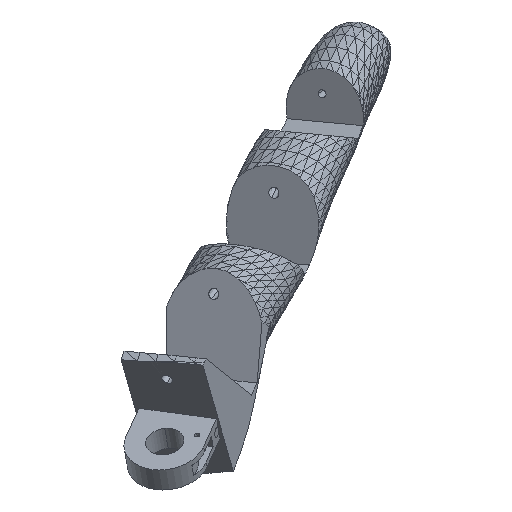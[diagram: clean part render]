
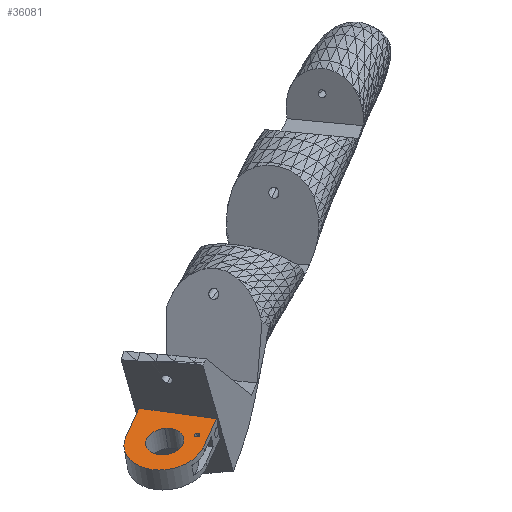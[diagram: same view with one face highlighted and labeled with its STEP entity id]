
A CAD part, left-side view. The second image highlights one B-rep face of the part: STEP entity #36081.
In plain terms, the highlighted planar face has unit normal (-0.677, 0.126, 0.725).
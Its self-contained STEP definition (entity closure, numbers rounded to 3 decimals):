
#8605=DIRECTION('',(0.311,0.942,0.126));
#8606=VECTOR('',#8605,15.);
#8607=CARTESIAN_POINT('',(108.707,-68.649,85.431));
#8608=LINE('',#8607,#8606);
#10084=DIRECTION('',(0.667,-0.311,0.677));
#10085=VECTOR('',#10084,7.558);
#10086=CARTESIAN_POINT('',(103.666,-66.298,
80.314));
#10087=LINE('',#10086,#10085);
#10166=CARTESIAN_POINT('',(105.999,-59.233,
81.262));
#10167=DIRECTION('',(-0.677,0.126,0.725));
#10168=DIRECTION('',(0.311,0.942,0.126));
#10169=AXIS2_PLACEMENT_3D('',#10166,#10167,#10168);
#10211=CARTESIAN_POINT('',(105.999,-59.233,
81.262));
#10212=DIRECTION('',(-0.677,0.126,0.725));
#10213=DIRECTION('',(0.731,0.,0.683));
#10214=AXIS2_PLACEMENT_3D('',#10211,#10212,#10213);
#10216=CARTESIAN_POINT('',(105.999,-59.233,
81.262));
#10217=DIRECTION('',(-0.677,0.126,0.725));
#10218=DIRECTION('',(-0.731,0.,
-0.683));
#10219=AXIS2_PLACEMENT_3D('',#10216,#10217,#10218);
#10221=CARTESIAN_POINT('',(106.205,-65.103,
82.477));
#10222=DIRECTION('',(0.677,-0.126,-0.725));
#10223=DIRECTION('',(0.736,0.116,0.667));
#10224=AXIS2_PLACEMENT_3D('',#10221,#10222,#10223);
#10226=CARTESIAN_POINT('',(106.205,-65.103,
82.477));
#10227=DIRECTION('',(0.677,-0.126,-0.725));
#10228=DIRECTION('',(-0.736,-0.116,-0.667));
#10229=AXIS2_PLACEMENT_3D('',#10226,#10227,#10228);
#10245=DIRECTION('',(-0.667,0.311,-0.677));
#10246=VECTOR('',#10245,7.558);
#10247=CARTESIAN_POINT('',(113.372,-54.52,
87.328));
#10248=LINE('',#10247,#10246);
#14946=CARTESIAN_POINT('',(108.707,-68.649,
85.431));
#14947=VERTEX_POINT('',#14946);
#14948=CARTESIAN_POINT('',(113.372,-54.52,
87.328));
#14949=VERTEX_POINT('',#14948);
#15129=CARTESIAN_POINT('',(103.666,-66.298,
80.314));
#15130=VERTEX_POINT('',#15129);
#15135=CARTESIAN_POINT('',(108.331,-52.169,
82.211));
#15136=VERTEX_POINT('',#15135);
#15139=CARTESIAN_POINT('',(108.557,-59.233,
83.651));
#15140=CARTESIAN_POINT('',(103.441,-59.233,
78.873));
#15141=VERTEX_POINT('',#15139);
#15142=VERTEX_POINT('',#15140);
#15447=CARTESIAN_POINT('',(106.573,-65.045,
82.811));
#15448=CARTESIAN_POINT('',(105.837,-65.162,
82.143));
#15449=VERTEX_POINT('',#15447);
#15450=VERTEX_POINT('',#15448);
#36058=CARTESIAN_POINT('',(105.999,-59.233,
81.262));
#36059=DIRECTION('',(-0.677,0.126,0.725));
#36060=DIRECTION('',(0.731,0.,0.683));
#36061=AXIS2_PLACEMENT_3D('',#36058,#36059,#36060);
#36062=PLANE('',#36061);
#36063=ORIENTED_EDGE('',*,*,#35987,.F.);
#36065=ORIENTED_EDGE('',*,*,#36064,.F.);
#36066=ORIENTED_EDGE('',*,*,#32586,.F.);
#36067=ORIENTED_EDGE('',*,*,#35893,.F.);
#36068=EDGE_LOOP('',(#36063,#36065,#36066,#36067));
#36069=FACE_OUTER_BOUND('',#36068,.F.);
#36071=ORIENTED_EDGE('',*,*,#36070,.T.);
#36072=ORIENTED_EDGE('',*,*,#36048,.T.);
#36073=EDGE_LOOP('',(#36071,#36072));
#36074=FACE_BOUND('',#36073,.F.);
#36076=ORIENTED_EDGE('',*,*,#36075,.F.);
#36078=ORIENTED_EDGE('',*,*,#36077,.F.);
#36079=EDGE_LOOP('',(#36076,#36078));
#36080=FACE_BOUND('',#36079,.F.);
#36081=ADVANCED_FACE('',(#36069,#36074,#36080),#36062,.T.);
#10170=CIRCLE('',#10169,7.5);
#10215=CIRCLE('',#10214,3.5);
#10220=CIRCLE('',#10219,3.5);
#10225=CIRCLE('',#10224,0.5);
#10230=CIRCLE('',#10229,0.5);
#32586=EDGE_CURVE('',#14947,#14949,#8608,.T.);
#35893=EDGE_CURVE('',#15130,#14947,#10087,.T.);
#35987=EDGE_CURVE('',#15136,#15130,#10170,.T.);
#36048=EDGE_CURVE('',#15142,#15141,#10220,.T.);
#36064=EDGE_CURVE('',#14949,#15136,#10248,.T.);
#36070=EDGE_CURVE('',#15141,#15142,#10215,.T.);
#36075=EDGE_CURVE('',#15449,#15450,#10225,.T.);
#36077=EDGE_CURVE('',#15450,#15449,#10230,.T.);
